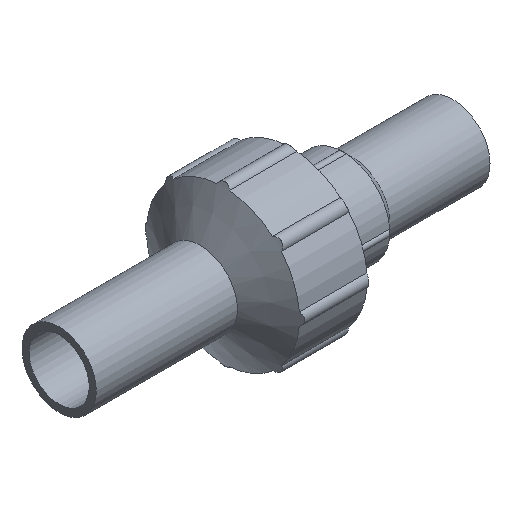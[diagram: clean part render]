
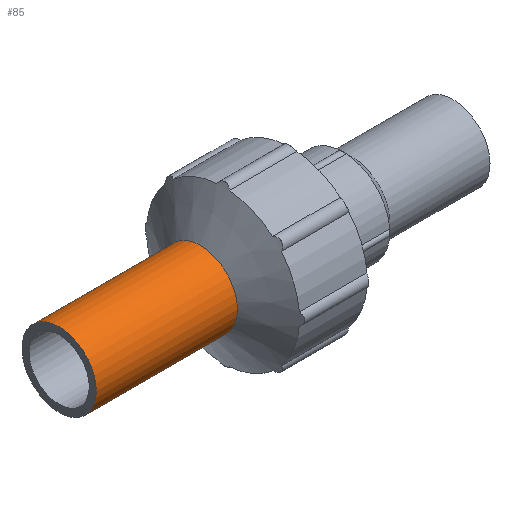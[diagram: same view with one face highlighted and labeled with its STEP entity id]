
A CAD part, isometric view. The second image highlights one B-rep face of the part: STEP entity #85.
In plain terms, the highlighted cylindrical face has radius 10 mm (diameter 20 mm), a full revolution.
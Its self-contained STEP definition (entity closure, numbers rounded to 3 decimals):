
#85 = ADVANCED_FACE( '', ( #133, #134 ), #135, .T. );
#133 = FACE_OUTER_BOUND( '', #205, .T. );
#134 = FACE_OUTER_BOUND( '', #206, .T. );
#135 = CYLINDRICAL_SURFACE( '', #207, 10. );
#205 = EDGE_LOOP( '', ( #319 ) );
#206 = EDGE_LOOP( '', ( #320 ) );
#207 = AXIS2_PLACEMENT_3D( '', #321, #322, #323 );
#319 = ORIENTED_EDGE( '', *, *, #535, .T. );
#320 = ORIENTED_EDGE( '', *, *, #536, .F. );
#321 = CARTESIAN_POINT( '', ( 106., 0., 0. ) );
#322 = DIRECTION( '', ( -1., 0., 0. ) );
#323 = DIRECTION( '', ( 0., 0., -1. ) );
#535 = EDGE_CURVE( '', #643, #643, #644, .T. );
#536 = EDGE_CURVE( '', #645, #645, #646, .T. );
#643 = VERTEX_POINT( '', #967 );
#644 = CIRCLE( '', #968, 10. );
#645 = VERTEX_POINT( '', #969 );
#646 = CIRCLE( '', #970, 10. );
#967 = CARTESIAN_POINT( '', ( 0., 0., -10. ) );
#968 = AXIS2_PLACEMENT_3D( '', #1267, #1268, #1269 );
#969 = CARTESIAN_POINT( '', ( 38., 0., -10. ) );
#970 = AXIS2_PLACEMENT_3D( '', #1270, #1271, #1272 );
#1267 = CARTESIAN_POINT( '', ( 0., 0., 0. ) );
#1268 = DIRECTION( '', ( 1., 0., 0. ) );
#1269 = DIRECTION( '', ( 0., 0., -1. ) );
#1270 = CARTESIAN_POINT( '', ( 38., 0., 0. ) );
#1271 = DIRECTION( '', ( 1., 0., 0. ) );
#1272 = DIRECTION( '', ( 0., 0., -1. ) );
